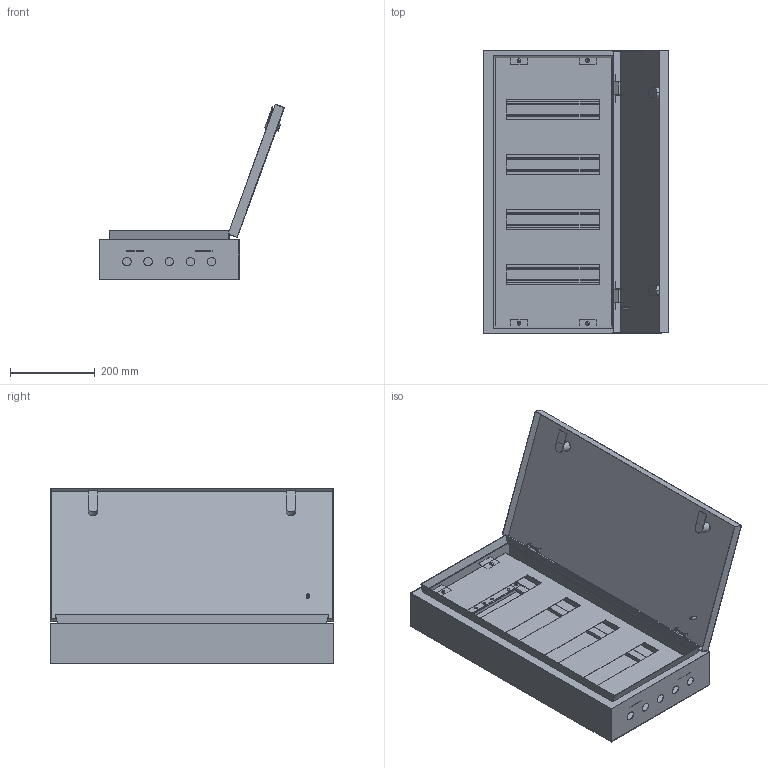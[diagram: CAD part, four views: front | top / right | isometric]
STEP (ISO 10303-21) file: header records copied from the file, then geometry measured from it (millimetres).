
FILE_DESCRIPTION (( 'STEP AP214' ), '1' );
FILE_NAME ('ShRN-48_IP54.STEP', '2016-11-02T07:13:12', ( 'user' ), ( '' ), 'SwSTEP 2.0', 'SolidWorks 2014', '' );
FILE_SCHEMA (( 'AUTOMOTIVE_DESIGN' ));
Length unit declared in the file: millimetre
Products named in the file (7): Obolochka_ShRN_IP54_48; SC GOST 17473_gost_‚¨­â A.M5x10 ƒŽ‘’ 17473-80; IEK 702.002 Ðåéêà óñòàíîâî÷íàÿ_025.06.02; Panel_48; Dver_ShRN_54_48; DIN-Reika_12 ｬｮ､罩･ｩ; ShRN-48_IP54
Assembly tree (25 placements, depth 2):
  ShRN-48_IP54
    Obolochka_ShRN_IP54_48
    Dver_ShRN_54_48
    DIN-Reika_12 ｬｮ､罩･ｩ  x4
    SC GOST 17473_gost_‚¨­â A.M5x10 ƒŽ‘’ 17473-80  x16
    IEK 702.002 Ðåéêà óñòàíîâî÷íàÿ_025.06.02  x2
    Panel_48
Bounding box: 437.39 x 670 x 415.25 mm (x, y, z)
Volume: 981031.7 mm3; surface area: 2000638.2 mm2
Topology: 25 solids, 25 shells, 637 faces, 1502 edges, 952 vertices
Faces by surface type: plane 387, cylinder 210, sphere 32, cone 8
Entity records: 11131 total; most frequent: DIRECTION 1907, CARTESIAN_POINT 1836, ORIENTED_EDGE 1774, EDGE_CURVE 887, AXIS2_PLACEMENT_3D 647, VECTOR 613, LINE 613, VERTEX_POINT 576
